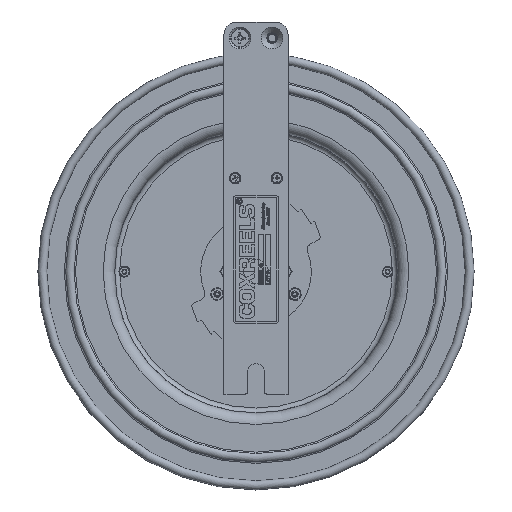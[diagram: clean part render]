
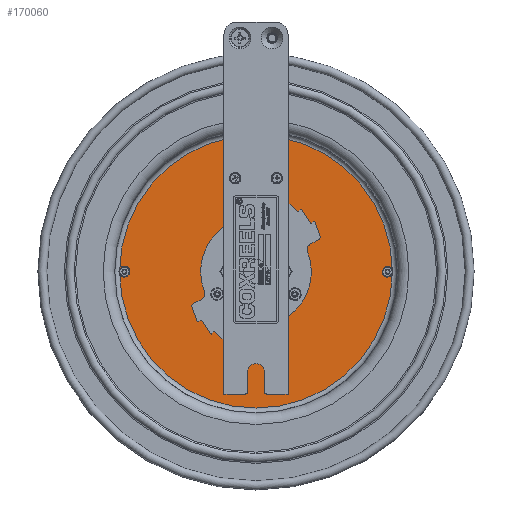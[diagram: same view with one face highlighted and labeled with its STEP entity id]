
A CAD part, top view. The second image highlights one B-rep face of the part: STEP entity #170060.
In plain terms, the highlighted planar face has unit normal (0, 0, 1).
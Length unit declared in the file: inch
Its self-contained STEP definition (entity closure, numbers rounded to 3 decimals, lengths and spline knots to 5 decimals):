
#169577=CARTESIAN_POINT('',(5.025,-2.475,-1.4495));
#169578=VERTEX_POINT('',#169577);
#169579=CARTESIAN_POINT('',(5.125,-2.475,-1.4495));
#169580=DIRECTION('',(0.0,0.0,-1.0));
#169581=DIRECTION('',(1.0,0.0,0.0));
#169582=AXIS2_PLACEMENT_3D('',#169579,#169580,#169581);
#169583=CIRCLE('',#169582,0.1);
#169584=EDGE_CURVE('',#169578,#169578,#169583,.T.);
#169605=CARTESIAN_POINT('',(-5.225,-2.475,-1.4495));
#169606=VERTEX_POINT('',#169605);
#169607=CARTESIAN_POINT('',(-5.125,-2.475,-1.4495));
#169608=DIRECTION('',(0.0,0.0,-1.0));
#169609=DIRECTION('',(1.0,0.0,0.0));
#169610=AXIS2_PLACEMENT_3D('',#169607,#169608,#169609);
#169611=CIRCLE('',#169610,0.1);
#169612=EDGE_CURVE('',#169606,#169606,#169611,.T.);
#169622=CARTESIAN_POINT('',(1.64954,-3.216,-1.4495));
#169623=VERTEX_POINT('',#169622);
#169624=CARTESIAN_POINT('',(1.64954,-3.484,-1.4495));
#169625=VERTEX_POINT('',#169624);
#169626=CARTESIAN_POINT('',(1.64954,-3.216,-1.4495));
#169627=DIRECTION('',(0.0,-1.0,0.0));
#169628=VECTOR('',#169627,0.268);
#169629=LINE('',#169626,#169628);
#169630=EDGE_CURVE('',#169623,#169625,#169629,.T.);
#169662=CARTESIAN_POINT('',(1.38154,-3.484,-1.4495));
#169663=VERTEX_POINT('',#169662);
#169664=CARTESIAN_POINT('',(1.64954,-3.484,-1.4495));
#169665=DIRECTION('',(-1.0,0.0,0.0));
#169666=VECTOR('',#169665,0.268);
#169667=LINE('',#169664,#169666);
#169668=EDGE_CURVE('',#169625,#169663,#169667,.T.);
#169693=CARTESIAN_POINT('',(1.38154,-3.216,-1.4495));
#169694=VERTEX_POINT('',#169693);
#169695=CARTESIAN_POINT('',(1.38154,-3.484,-1.4495));
#169696=DIRECTION('',(0.0,1.0,0.0));
#169697=VECTOR('',#169696,0.268);
#169698=LINE('',#169695,#169697);
#169699=EDGE_CURVE('',#169663,#169694,#169698,.T.);
#169724=CARTESIAN_POINT('',(1.38154,-3.216,-1.4495));
#169725=DIRECTION('',(1.0,0.0,0.0));
#169726=VECTOR('',#169725,0.268);
#169727=LINE('',#169724,#169726);
#169728=EDGE_CURVE('',#169694,#169623,#169727,.T.);
#169746=CARTESIAN_POINT('',(-0.134,-0.591,-1.4495));
#169747=VERTEX_POINT('',#169746);
#169748=CARTESIAN_POINT('',(0.134,-0.591,-1.4495));
#169749=VERTEX_POINT('',#169748);
#169750=CARTESIAN_POINT('',(-0.134,-0.591,-1.4495));
#169751=DIRECTION('',(1.0,0.0,0.0));
#169752=VECTOR('',#169751,0.268);
#169753=LINE('',#169750,#169752);
#169754=EDGE_CURVE('',#169747,#169749,#169753,.T.);
#169786=CARTESIAN_POINT('',(0.134,-0.859,-1.4495));
#169787=VERTEX_POINT('',#169786);
#169788=CARTESIAN_POINT('',(0.134,-0.591,-1.4495));
#169789=DIRECTION('',(0.0,-1.0,0.0));
#169790=VECTOR('',#169789,0.268);
#169791=LINE('',#169788,#169790);
#169792=EDGE_CURVE('',#169749,#169787,#169791,.T.);
#169817=CARTESIAN_POINT('',(-0.134,-0.859,-1.4495));
#169818=VERTEX_POINT('',#169817);
#169819=CARTESIAN_POINT('',(0.134,-0.859,-1.4495));
#169820=DIRECTION('',(-1.0,0.0,0.0));
#169821=VECTOR('',#169820,0.268);
#169822=LINE('',#169819,#169821);
#169823=EDGE_CURVE('',#169787,#169818,#169822,.T.);
#169848=CARTESIAN_POINT('',(-0.134,-0.859,-1.4495));
#169849=DIRECTION('',(0.0,1.0,0.0));
#169850=VECTOR('',#169849,0.268);
#169851=LINE('',#169848,#169850);
#169852=EDGE_CURVE('',#169818,#169747,#169851,.T.);
#169870=CARTESIAN_POINT('',(-1.38154,-3.216,-1.4495));
#169871=VERTEX_POINT('',#169870);
#169872=CARTESIAN_POINT('',(-1.38154,-3.484,-1.4495));
#169873=VERTEX_POINT('',#169872);
#169874=CARTESIAN_POINT('',(-1.38154,-3.216,-1.4495));
#169875=DIRECTION('',(0.0,-1.0,0.0));
#169876=VECTOR('',#169875,0.268);
#169877=LINE('',#169874,#169876);
#169878=EDGE_CURVE('',#169871,#169873,#169877,.T.);
#169910=CARTESIAN_POINT('',(-1.64954,-3.484,-1.4495));
#169911=VERTEX_POINT('',#169910);
#169912=CARTESIAN_POINT('',(-1.38154,-3.484,-1.4495));
#169913=DIRECTION('',(-1.0,0.0,0.0));
#169914=VECTOR('',#169913,0.268);
#169915=LINE('',#169912,#169914);
#169916=EDGE_CURVE('',#169873,#169911,#169915,.T.);
#169941=CARTESIAN_POINT('',(-1.64954,-3.216,-1.4495));
#169942=VERTEX_POINT('',#169941);
#169943=CARTESIAN_POINT('',(-1.64954,-3.484,-1.4495));
#169944=DIRECTION('',(0.0,1.0,0.0));
#169945=VECTOR('',#169944,0.268);
#169946=LINE('',#169943,#169945);
#169947=EDGE_CURVE('',#169911,#169942,#169946,.T.);
#169972=CARTESIAN_POINT('',(-1.64954,-3.216,-1.4495));
#169973=DIRECTION('',(1.0,0.0,0.0));
#169974=VECTOR('',#169973,0.268);
#169975=LINE('',#169972,#169974);
#169976=EDGE_CURVE('',#169942,#169871,#169975,.T.);
#169994=CARTESIAN_POINT('',(-0.94,-2.475,-1.4495));
#169995=VERTEX_POINT('',#169994);
#169996=CARTESIAN_POINT('',(0.,-2.475,-1.4495));
#169997=DIRECTION('',(0.0,0.0,-1.0));
#169998=DIRECTION('',(1.0,0.0,0.0));
#169999=AXIS2_PLACEMENT_3D('',#169996,#169997,#169998);
#170000=CIRCLE('',#169999,0.94);
#170001=EDGE_CURVE('',#169995,#169995,#170000,.T.);
#170017=CARTESIAN_POINT('',(-2.65674,-2.475,-1.4495));
#170018=DIRECTION('',(0.0,0.0,1.0));
#170019=DIRECTION('',(0.0,1.0,0.0));
#170020=AXIS2_PLACEMENT_3D('',#170017,#170018,#170019);
#170021=PLANE('',#170020);
#170022=CARTESIAN_POINT('',(-5.31349,-2.475,-1.4495));
#170023=VERTEX_POINT('',#170022);
#170024=CARTESIAN_POINT('',(0.,-2.475,-1.4495));
#170025=DIRECTION('',(0.0,0.0,-1.0));
#170026=DIRECTION('',(-1.0,0.0,0.0));
#170027=AXIS2_PLACEMENT_3D('',#170024,#170025,#170026);
#170028=CIRCLE('',#170027,5.31349);
#170029=EDGE_CURVE('',#170023,#170023,#170028,.T.);
#170030=ORIENTED_EDGE('',*,*,#170029,.F.);
#170031=EDGE_LOOP('',(#170030));
#170032=FACE_OUTER_BOUND('',#170031,.T.);
#170033=ORIENTED_EDGE('',*,*,#169584,.T.);
#170034=EDGE_LOOP('',(#170033));
#170035=FACE_BOUND('',#170034,.T.);
#170036=ORIENTED_EDGE('',*,*,#169612,.T.);
#170037=EDGE_LOOP('',(#170036));
#170038=FACE_BOUND('',#170037,.T.);
#170039=ORIENTED_EDGE('',*,*,#169699,.T.);
#170040=ORIENTED_EDGE('',*,*,#169728,.T.);
#170041=ORIENTED_EDGE('',*,*,#169630,.T.);
#170042=ORIENTED_EDGE('',*,*,#169668,.T.);
#170043=EDGE_LOOP('',(#170039,#170040,#170041,#170042));
#170044=FACE_BOUND('',#170043,.T.);
#170045=ORIENTED_EDGE('',*,*,#169823,.T.);
#170046=ORIENTED_EDGE('',*,*,#169852,.T.);
#170047=ORIENTED_EDGE('',*,*,#169754,.T.);
#170048=ORIENTED_EDGE('',*,*,#169792,.T.);
#170049=EDGE_LOOP('',(#170045,#170046,#170047,#170048));
#170050=FACE_BOUND('',#170049,.T.);
#170051=ORIENTED_EDGE('',*,*,#169947,.T.);
#170052=ORIENTED_EDGE('',*,*,#169976,.T.);
#170053=ORIENTED_EDGE('',*,*,#169878,.T.);
#170054=ORIENTED_EDGE('',*,*,#169916,.T.);
#170055=EDGE_LOOP('',(#170051,#170052,#170053,#170054));
#170056=FACE_BOUND('',#170055,.T.);
#170057=ORIENTED_EDGE('',*,*,#170001,.T.);
#170058=EDGE_LOOP('',(#170057));
#170059=FACE_BOUND('',#170058,.T.);
#170060=ADVANCED_FACE('',(#170032,#170035,#170038,#170044,#170050,#170056,#170059),#170021,.T.);
